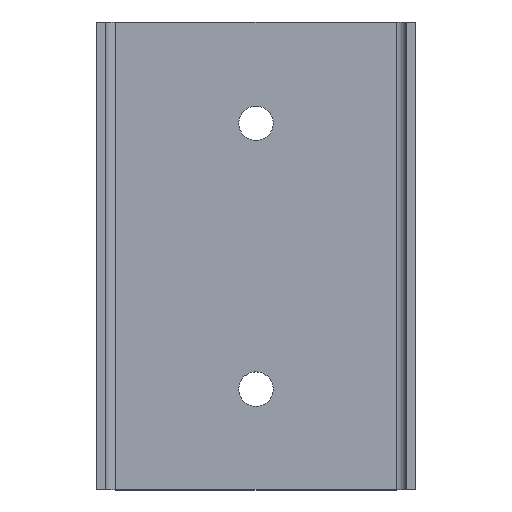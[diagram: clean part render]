
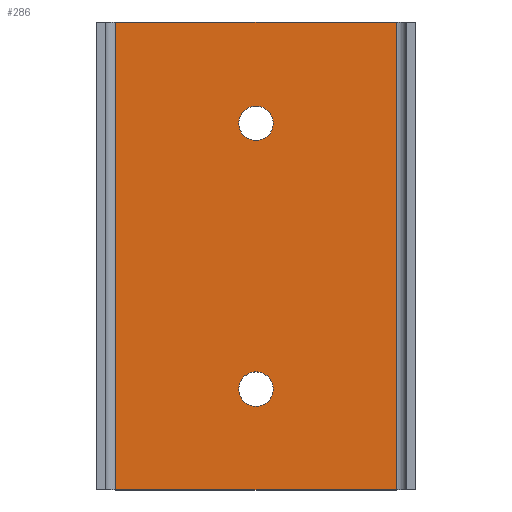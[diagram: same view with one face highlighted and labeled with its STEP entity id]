
A CAD part, top view. The second image highlights one B-rep face of the part: STEP entity #286.
In plain terms, the highlighted planar face has unit normal (0, 0, 1).
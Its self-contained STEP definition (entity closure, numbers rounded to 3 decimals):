
#94=CARTESIAN_POINT('',(3.5,27.0,2.0));
#95=VERTEX_POINT('',#94);
#96=CARTESIAN_POINT('',(0.0,27.0,2.0));
#97=DIRECTION('',(0.0,0.0,-1.0));
#98=DIRECTION('',(1.0,0.0,0.0));
#99=AXIS2_PLACEMENT_3D('',#96,#97,#98);
#100=CIRCLE('',#99,3.5);
#101=EDGE_CURVE('',#95,#95,#100,.T.);
#143=CARTESIAN_POINT('',(3.5,-27.0,2.0));
#144=VERTEX_POINT('',#143);
#145=CARTESIAN_POINT('',(0.0,-27.0,2.0));
#146=DIRECTION('',(0.0,0.0,-1.0));
#147=DIRECTION('',(1.0,0.0,0.0));
#148=AXIS2_PLACEMENT_3D('',#145,#146,#147);
#149=CIRCLE('',#148,3.5);
#150=EDGE_CURVE('',#144,#144,#149,.T.);
#223=CARTESIAN_POINT('',(-28.5,-47.5,2.0));
#224=VERTEX_POINT('',#223);
#232=CARTESIAN_POINT('',(-28.5,47.5,2.0));
#233=VERTEX_POINT('',#232);
#234=CARTESIAN_POINT('',(-28.5,47.5,2.0));
#235=DIRECTION('',(0.0,-1.0,0.0));
#236=VECTOR('',#235,95.0);
#237=LINE('',#234,#236);
#238=EDGE_CURVE('',#233,#224,#237,.T.);
#250=CARTESIAN_POINT('',(0.0,0.,2.0));
#251=DIRECTION('',(0.0,0.0,1.0));
#252=DIRECTION('',(1.0,0.0,0.0));
#253=AXIS2_PLACEMENT_3D('',#250,#251,#252);
#254=PLANE('',#253);
#255=ORIENTED_EDGE('',*,*,#238,.T.);
#256=CARTESIAN_POINT('',(28.5,-47.5,2.0));
#257=VERTEX_POINT('',#256);
#258=CARTESIAN_POINT('',(28.5,-47.5,2.0));
#259=DIRECTION('',(-1.0,0.0,0.0));
#260=VECTOR('',#259,57.);
#261=LINE('',#258,#260);
#262=EDGE_CURVE('',#257,#224,#261,.T.);
#263=ORIENTED_EDGE('',*,*,#262,.F.);
#264=CARTESIAN_POINT('',(28.5,47.5,2.0));
#265=VERTEX_POINT('',#264);
#266=CARTESIAN_POINT('',(28.5,-47.5,2.0));
#267=DIRECTION('',(0.0,1.0,0.0));
#268=VECTOR('',#267,95.0);
#269=LINE('',#266,#268);
#270=EDGE_CURVE('',#257,#265,#269,.T.);
#271=ORIENTED_EDGE('',*,*,#270,.T.);
#272=CARTESIAN_POINT('',(-28.5,47.5,2.0));
#273=DIRECTION('',(1.0,0.0,0.0));
#274=VECTOR('',#273,57.);
#275=LINE('',#272,#274);
#276=EDGE_CURVE('',#233,#265,#275,.T.);
#277=ORIENTED_EDGE('',*,*,#276,.F.);
#278=EDGE_LOOP('',(#255,#263,#271,#277));
#279=FACE_OUTER_BOUND('',#278,.T.);
#280=ORIENTED_EDGE('',*,*,#101,.T.);
#281=EDGE_LOOP('',(#280));
#282=FACE_BOUND('',#281,.T.);
#283=ORIENTED_EDGE('',*,*,#150,.T.);
#284=EDGE_LOOP('',(#283));
#285=FACE_BOUND('',#284,.T.);
#286=ADVANCED_FACE('',(#279,#282,#285),#254,.T.);
